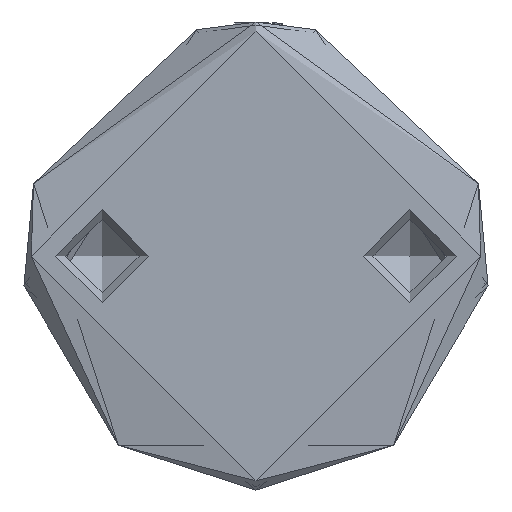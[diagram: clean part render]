
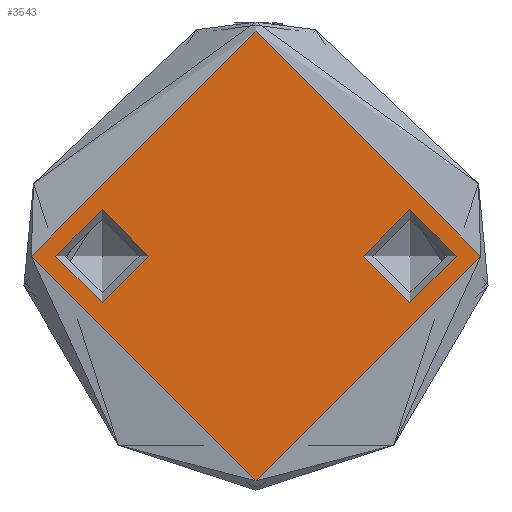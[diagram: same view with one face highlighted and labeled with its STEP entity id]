
A CAD part, front view. The second image highlights one B-rep face of the part: STEP entity #3543.
In plain terms, the highlighted face is planar.
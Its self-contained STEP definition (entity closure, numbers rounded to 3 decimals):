
#2 = VERTEX_POINT ( 'NONE', #4992 ) ;
#120 = DIRECTION ( 'NONE',  ( 0., 0., -1. ) ) ;
#201 = CARTESIAN_POINT ( 'NONE',  ( 3.75, -12.5, 0. ) ) ;
#207 = CARTESIAN_POINT ( 'NONE',  ( 0., 12.5, 0. ) ) ;
#262 = EDGE_CURVE ( 'NONE', #444, #444, #1669, .T. ) ;
#281 = AXIS2_PLACEMENT_3D ( 'NONE', #2334, #5686, #2812 ) ;
#444 = VERTEX_POINT ( 'NONE', #4470 ) ;
#554 = CARTESIAN_POINT ( 'NONE',  ( 0., 0., 0. ) ) ;
#695 = DIRECTION ( 'NONE',  ( 1., 0., 0. ) ) ;
#785 = CIRCLE ( 'NONE', #1639, 3.75 ) ;
#1022 = DIRECTION ( 'NONE',  ( 1., 0., 0. ) ) ;
#1366 = PLANE ( 'NONE',  #281 ) ;
#1639 = AXIS2_PLACEMENT_3D ( 'NONE', #2999, #120, #3498 ) ;
#1669 = CIRCLE ( 'NONE', #3456, 3.75 ) ;
#1680 = FACE_BOUND ( 'NONE', #3173, .T. ) ;
#1824 = FACE_BOUND ( 'NONE', #3403, .T. ) ;
#1975 = CIRCLE ( 'NONE', #5872, 18.25 ) ;
#2012 = ORIENTED_EDGE ( 'NONE', *, *, #262, .F. ) ;
#2334 = CARTESIAN_POINT ( 'NONE',  ( 0., 0., 0. ) ) ;
#2812 = DIRECTION ( 'NONE',  ( 1., 0., 0. ) ) ;
#2959 = EDGE_CURVE ( 'NONE', #2, #2, #1975, .T. ) ;
#2999 = CARTESIAN_POINT ( 'NONE',  ( 0., -12.5, 0. ) ) ;
#3173 = EDGE_LOOP ( 'NONE', ( #2012 ) ) ;
#3403 = EDGE_LOOP ( 'NONE', ( #4757 ) ) ;
#3456 = AXIS2_PLACEMENT_3D ( 'NONE', #207, #3595, #695 ) ;
#3498 = DIRECTION ( 'NONE',  ( 1., 0., 0. ) ) ;
#3543 = ADVANCED_FACE ( 'NONE', ( #1680, #5797, #1824 ), #1366, .T. ) ;
#3595 = DIRECTION ( 'NONE',  ( 0., 0., 1. ) ) ;
#3902 = DIRECTION ( 'NONE',  ( 0., 0., 1. ) ) ;
#4126 = EDGE_CURVE ( 'NONE', #4794, #4794, #785, .T. ) ;
#4127 = ORIENTED_EDGE ( 'NONE', *, *, #2959, .T. ) ;
#4470 = CARTESIAN_POINT ( 'NONE',  ( 3.75, 12.5, 0. ) ) ;
#4749 = EDGE_LOOP ( 'NONE', ( #4127 ) ) ;
#4757 = ORIENTED_EDGE ( 'NONE', *, *, #4126, .T. ) ;
#4794 = VERTEX_POINT ( 'NONE', #201 ) ;
#4992 = CARTESIAN_POINT ( 'NONE',  ( 18.25, 0., 0. ) ) ;
#5686 = DIRECTION ( 'NONE',  ( 0., 0., 1. ) ) ;
#5797 = FACE_OUTER_BOUND ( 'NONE', #4749, .T. ) ;
#5872 = AXIS2_PLACEMENT_3D ( 'NONE', #554, #3902, #1022 ) ;
